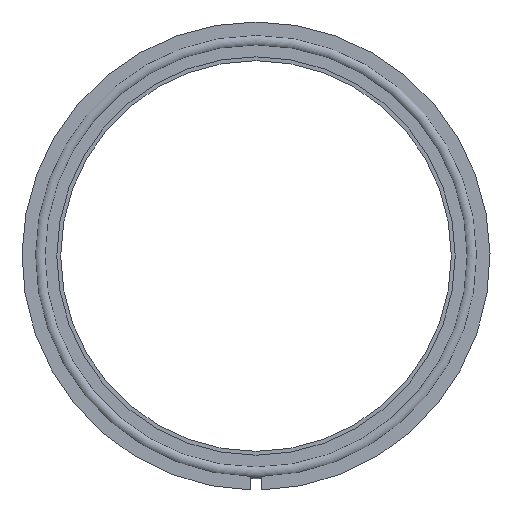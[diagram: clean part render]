
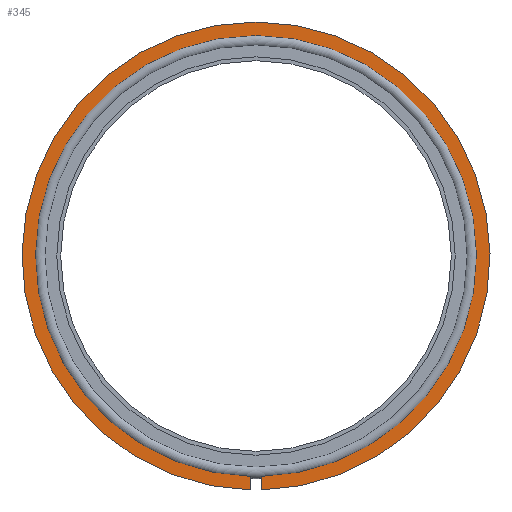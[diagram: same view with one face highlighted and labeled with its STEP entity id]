
A CAD part, front view. The second image highlights one B-rep face of the part: STEP entity #345.
In plain terms, the highlighted planar face has unit normal (0, -1, 0).
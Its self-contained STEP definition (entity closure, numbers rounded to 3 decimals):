
#48=LINE('',#666,#63);
#56=LINE('',#753,#71);
#63=VECTOR('',#557,10.);
#71=VECTOR('',#567,10.);
#95=FACE_OUTER_BOUND('',#118,.T.);
#118=EDGE_LOOP('',(#298,#299,#300,#301));
#145=CIRCLE('',#471,89.735);
#146=CIRCLE('',#473,84.511);
#170=VERTEX_POINT('',#663);
#171=VERTEX_POINT('',#665);
#182=VERTEX_POINT('',#736);
#183=VERTEX_POINT('',#752);
#208=EDGE_CURVE('',#171,#170,#48,.T.);
#220=EDGE_CURVE('',#183,#182,#56,.T.);
#224=EDGE_CURVE('',#183,#170,#145,.T.);
#225=EDGE_CURVE('',#182,#171,#146,.T.);
#298=ORIENTED_EDGE('',*,*,#220,.T.);
#299=ORIENTED_EDGE('',*,*,#225,.T.);
#300=ORIENTED_EDGE('',*,*,#208,.T.);
#301=ORIENTED_EDGE('',*,*,#224,.F.);
#329=PLANE('',#472);
#345=ADVANCED_FACE('',(#95),#329,.T.);
#471=AXIS2_PLACEMENT_3D('',#759,#577,#578);
#472=AXIS2_PLACEMENT_3D('',#760,#579,#580);
#473=AXIS2_PLACEMENT_3D('',#761,#581,#582);
#557=DIRECTION('',(0.,0.,1.));
#567=DIRECTION('',(0.,0.,-1.));
#577=DIRECTION('center_axis',(0.,1.,0.));
#578=DIRECTION('ref_axis',(1.,0.,0.));
#579=DIRECTION('center_axis',(0.,-1.,0.));
#580=DIRECTION('ref_axis',(0.,0.,-1.));
#581=DIRECTION('center_axis',(0.,1.,0.));
#582=DIRECTION('ref_axis',(1.,0.,0.));
#663=CARTESIAN_POINT('',(-2.,2.,89.713));
#665=CARTESIAN_POINT('',(-2.,2.,84.488));
#666=CARTESIAN_POINT('',(-2.,2.,42.244));
#736=CARTESIAN_POINT('',(2.,2.,84.488));
#752=CARTESIAN_POINT('',(2.,2.,89.713));
#753=CARTESIAN_POINT('',(2.,2.,44.856));
#759=CARTESIAN_POINT('Origin',(0.,2.,0.));
#760=CARTESIAN_POINT('Origin',(-89.735,2.,0.));
#761=CARTESIAN_POINT('Origin',(0.,2.,0.));
